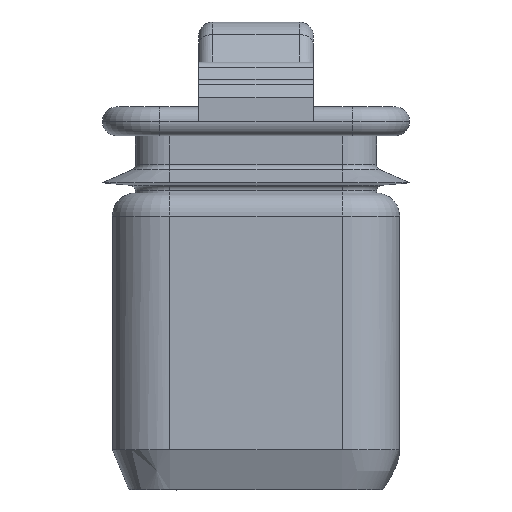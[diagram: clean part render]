
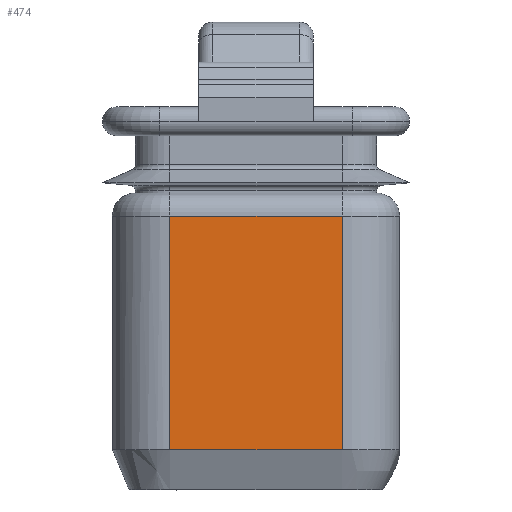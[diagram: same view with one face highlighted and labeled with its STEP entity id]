
A CAD part, front view. The second image highlights one B-rep face of the part: STEP entity #474.
In plain terms, the highlighted planar face has unit normal (0, -1, 0).
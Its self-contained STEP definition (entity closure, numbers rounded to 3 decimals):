
#474=ADVANCED_FACE('NONE',(#1248),#1249,.F.);
#1248=FACE_OUTER_BOUND('',#2570,.T.);
#1249=PLANE('',#2571);
#2570=EDGE_LOOP('',(#4370,#4371,#4372,#4373));
#2571=AXIS2_PLACEMENT_3D('',#4374,#4375,#4376);
#4370=ORIENTED_EDGE('',*,*,#7278,.F.);
#4371=ORIENTED_EDGE('',*,*,#7301,.T.);
#4372=ORIENTED_EDGE('',*,*,#7298,.T.);
#4373=ORIENTED_EDGE('',*,*,#7233,.T.);
#4374=CARTESIAN_POINT('',(8.35,0.35,10.34));
#4375=DIRECTION('',(0.0,1.0,0.0));
#4376=DIRECTION('',(-1.0,0.0,0.0));
#7233=EDGE_CURVE('NONE',#8659,#8657,#8660,.T.);
#7278=EDGE_CURVE('NONE',#8740,#8657,#8742,.T.);
#7298=EDGE_CURVE('NONE',#8769,#8659,#8770,.T.);
#7301=EDGE_CURVE('NONE',#8740,#8769,#8773,.T.);
#8657=VERTEX_POINT('NONE',#10706);
#8659=VERTEX_POINT('NONE',#10717);
#8660=LINE('',#10718,#10719);
#8740=VERTEX_POINT('NONE',#10857);
#8742=LINE('',#10859,#10860);
#8769=VERTEX_POINT('NONE',#10907);
#8770=LINE('',#10908,#10909);
#8773=LINE('',#10912,#10913);
#10706=CARTESIAN_POINT('',(8.35,0.35,1.4));
#10717=CARTESIAN_POINT('',(2.35,0.35,1.4));
#10718=CARTESIAN_POINT('',(8.35,0.35,1.4));
#10719=VECTOR('',#13098,1000.0);
#10857=CARTESIAN_POINT('',(8.35,0.35,9.54));
#10859=CARTESIAN_POINT('',(8.35,0.35,10.34));
#10860=VECTOR('',#13149,1000.0);
#10907=CARTESIAN_POINT('',(2.35,0.35,9.54));
#10908=CARTESIAN_POINT('',(2.35,0.35,10.34));
#10909=VECTOR('',#13167,1000.0);
#10912=CARTESIAN_POINT('',(2.35,0.35,9.54));
#10913=VECTOR('',#13171,1000.0);
#13098=DIRECTION('',(1.0,0.0,0.0));
#13149=DIRECTION('',(0.0,0.0,-1.0));
#13167=DIRECTION('',(0.0,0.0,-1.0));
#13171=DIRECTION('',(-1.0,0.0,0.0));
